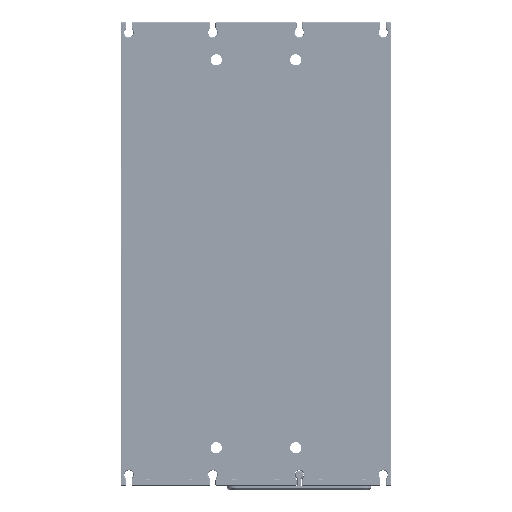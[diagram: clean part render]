
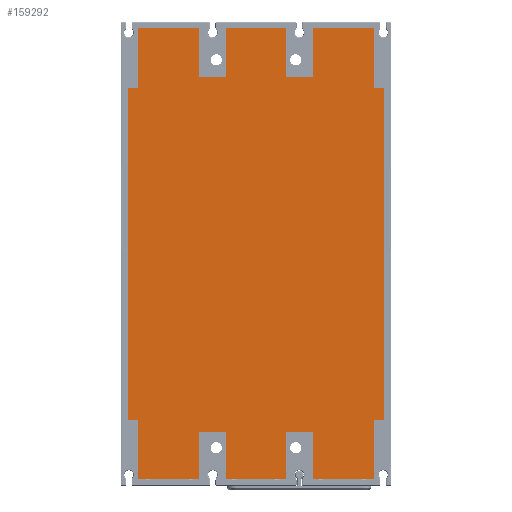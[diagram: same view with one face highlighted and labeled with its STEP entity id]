
A CAD part, front view. The second image highlights one B-rep face of the part: STEP entity #159292.
In plain terms, the highlighted face is planar.
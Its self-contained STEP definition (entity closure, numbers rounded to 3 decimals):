
#158429=DIRECTION('',(0.,0.,-1.));
#158430=VECTOR('',#158429,5.7);
#158431=CARTESIAN_POINT('',(0.8,-91.75,-65.3));
#158432=LINE('',#158431,#158430);
#158441=DIRECTION('',(0.,1.,0.));
#158442=VECTOR('',#158441,33.);
#158443=CARTESIAN_POINT('',(0.8,-124.75,-65.3));
#158444=LINE('',#158443,#158442);
#158449=DIRECTION('',(0.,0.,-1.));
#158450=VECTOR('',#158449,33.7);
#158451=CARTESIAN_POINT('',(0.8,-124.75,-31.6));
#158452=LINE('',#158451,#158450);
#158457=DIRECTION('',(0.,-1.,0.));
#158458=VECTOR('',#158457,26.);
#158459=CARTESIAN_POINT('',(0.8,-98.75,-31.6));
#158460=LINE('',#158459,#158458);
#158465=DIRECTION('',(0.,0.,-1.));
#158466=VECTOR('',#158465,15.2);
#158467=CARTESIAN_POINT('',(0.8,-98.75,-16.4));
#158468=LINE('',#158467,#158466);
#158473=DIRECTION('',(0.,1.,0.));
#158474=VECTOR('',#158473,26.);
#158475=CARTESIAN_POINT('',(0.8,-124.75,-16.4));
#158476=LINE('',#158475,#158474);
#158481=DIRECTION('',(0.,0.,-1.));
#158482=VECTOR('',#158481,32.8);
#158483=CARTESIAN_POINT('',(0.8,-124.75,16.4));
#158484=LINE('',#158483,#158482);
#158489=DIRECTION('',(0.,-1.,0.));
#158490=VECTOR('',#158489,26.);
#158491=CARTESIAN_POINT('',(0.8,-98.75,16.4));
#158492=LINE('',#158491,#158490);
#158497=DIRECTION('',(0.,0.,-1.));
#158498=VECTOR('',#158497,15.2);
#158499=CARTESIAN_POINT('',(0.8,-98.75,31.6));
#158500=LINE('',#158499,#158498);
#158505=DIRECTION('',(0.,1.,0.));
#158506=VECTOR('',#158505,26.);
#158507=CARTESIAN_POINT('',(0.8,-124.75,31.6));
#158508=LINE('',#158507,#158506);
#158513=DIRECTION('',(0.,0.,-1.));
#158514=VECTOR('',#158513,33.7);
#158515=CARTESIAN_POINT('',(0.8,-124.75,65.3));
#158516=LINE('',#158515,#158514);
#158521=DIRECTION('',(0.,-1.,0.));
#158522=VECTOR('',#158521,33.);
#158523=CARTESIAN_POINT('',(0.8,-91.75,65.3));
#158524=LINE('',#158523,#158522);
#158541=DIRECTION('',(0.,0.,1.));
#158542=VECTOR('',#158541,5.7);
#158543=CARTESIAN_POINT('',(0.8,92.25,65.3));
#158544=LINE('',#158543,#158542);
#158565=DIRECTION('',(0.,1.,0.));
#158566=VECTOR('',#158565,27.);
#158567=CARTESIAN_POINT('',(0.8,98.25,31.6));
#158568=LINE('',#158567,#158566);
#158577=DIRECTION('',(0.,0.,1.));
#158578=VECTOR('',#158577,15.2);
#158579=CARTESIAN_POINT('',(0.8,98.25,16.4));
#158580=LINE('',#158579,#158578);
#158597=DIRECTION('',(0.,1.,0.));
#158598=VECTOR('',#158597,27.);
#158599=CARTESIAN_POINT('',(0.8,98.25,-16.4));
#158600=LINE('',#158599,#158598);
#158609=DIRECTION('',(0.,0.,1.));
#158610=VECTOR('',#158609,15.2);
#158611=CARTESIAN_POINT('',(0.8,98.25,-31.6));
#158612=LINE('',#158611,#158610);
#158629=DIRECTION('',(0.,1.,0.));
#158630=VECTOR('',#158629,33.);
#158631=CARTESIAN_POINT('',(0.8,92.25,-65.3));
#158632=LINE('',#158631,#158630);
#158649=DIRECTION('',(0.,0.,1.));
#158650=VECTOR('',#158649,5.7);
#158651=CARTESIAN_POINT('',(0.8,-91.75,65.3));
#158652=LINE('',#158651,#158650);
#158653=DIRECTION('',(0.,1.,0.));
#158654=VECTOR('',#158653,184.);
#158655=CARTESIAN_POINT('',(0.8,-91.75,71.));
#158656=LINE('',#158655,#158654);
#158657=DIRECTION('',(0.,1.,0.));
#158658=VECTOR('',#158657,33.);
#158659=CARTESIAN_POINT('',(0.8,92.25,65.3));
#158660=LINE('',#158659,#158658);
#158661=DIRECTION('',(0.,0.,-1.));
#158662=VECTOR('',#158661,33.7);
#158663=CARTESIAN_POINT('',(0.8,125.25,65.3));
#158664=LINE('',#158663,#158662);
#158665=DIRECTION('',(0.,1.,0.));
#158666=VECTOR('',#158665,27.);
#158667=CARTESIAN_POINT('',(0.8,98.25,16.4));
#158668=LINE('',#158667,#158666);
#158669=DIRECTION('',(0.,0.,-1.));
#158670=VECTOR('',#158669,32.8);
#158671=CARTESIAN_POINT('',(0.8,125.25,16.4));
#158672=LINE('',#158671,#158670);
#158673=DIRECTION('',(0.,1.,0.));
#158674=VECTOR('',#158673,27.);
#158675=CARTESIAN_POINT('',(0.8,98.25,-31.6));
#158676=LINE('',#158675,#158674);
#158677=DIRECTION('',(0.,0.,-1.));
#158678=VECTOR('',#158677,33.7);
#158679=CARTESIAN_POINT('',(0.8,125.25,-31.6));
#158680=LINE('',#158679,#158678);
#158681=DIRECTION('',(0.,0.,-1.));
#158682=VECTOR('',#158681,5.7);
#158683=CARTESIAN_POINT('',(0.8,92.25,-65.3));
#158684=LINE('',#158683,#158682);
#158685=DIRECTION('',(0.,-1.,0.));
#158686=VECTOR('',#158685,184.);
#158687=CARTESIAN_POINT('',(0.8,92.25,-71.));
#158688=LINE('',#158687,#158686);
#158745=CARTESIAN_POINT('',(0.8,-91.75,-65.3));
#158746=VERTEX_POINT('',#158745);
#158747=CARTESIAN_POINT('',(0.8,-91.75,-71.));
#158748=VERTEX_POINT('',#158747);
#158749=CARTESIAN_POINT('',(0.8,-124.75,-65.3));
#158750=VERTEX_POINT('',#158749);
#158751=CARTESIAN_POINT('',(0.8,-124.75,-31.6));
#158752=VERTEX_POINT('',#158751);
#158753=CARTESIAN_POINT('',(0.8,-98.75,-31.6));
#158754=VERTEX_POINT('',#158753);
#158755=CARTESIAN_POINT('',(0.8,-98.75,-16.4));
#158756=VERTEX_POINT('',#158755);
#158757=CARTESIAN_POINT('',(0.8,-124.75,-16.4));
#158758=VERTEX_POINT('',#158757);
#158759=CARTESIAN_POINT('',(0.8,-124.75,16.4));
#158760=VERTEX_POINT('',#158759);
#158761=CARTESIAN_POINT('',(0.8,-98.75,16.4));
#158762=VERTEX_POINT('',#158761);
#158763=CARTESIAN_POINT('',(0.8,-98.75,31.6));
#158764=VERTEX_POINT('',#158763);
#158765=CARTESIAN_POINT('',(0.8,-124.75,31.6));
#158766=VERTEX_POINT('',#158765);
#158767=CARTESIAN_POINT('',(0.8,-124.75,65.3));
#158768=VERTEX_POINT('',#158767);
#158769=CARTESIAN_POINT('',(0.8,-91.75,65.3));
#158770=VERTEX_POINT('',#158769);
#158771=CARTESIAN_POINT('',(0.8,-91.75,71.));
#158772=VERTEX_POINT('',#158771);
#158773=CARTESIAN_POINT('',(0.8,92.25,71.));
#158774=VERTEX_POINT('',#158773);
#158775=CARTESIAN_POINT('',(0.8,92.25,65.3));
#158776=VERTEX_POINT('',#158775);
#158777=CARTESIAN_POINT('',(0.8,125.25,65.3));
#158778=VERTEX_POINT('',#158777);
#158779=CARTESIAN_POINT('',(0.8,125.25,31.6));
#158780=VERTEX_POINT('',#158779);
#158781=CARTESIAN_POINT('',(0.8,98.25,31.6));
#158782=VERTEX_POINT('',#158781);
#158783=CARTESIAN_POINT('',(0.8,98.25,16.4));
#158784=VERTEX_POINT('',#158783);
#158785=CARTESIAN_POINT('',(0.8,125.25,16.4));
#158786=VERTEX_POINT('',#158785);
#158787=CARTESIAN_POINT('',(0.8,125.25,-16.4));
#158788=VERTEX_POINT('',#158787);
#158789=CARTESIAN_POINT('',(0.8,98.25,-16.4));
#158790=VERTEX_POINT('',#158789);
#158791=CARTESIAN_POINT('',(0.8,98.25,-31.6));
#158792=VERTEX_POINT('',#158791);
#158793=CARTESIAN_POINT('',(0.8,125.25,-31.6));
#158794=VERTEX_POINT('',#158793);
#158795=CARTESIAN_POINT('',(0.8,125.25,-65.3));
#158796=VERTEX_POINT('',#158795);
#158797=CARTESIAN_POINT('',(0.8,92.25,-65.3));
#158798=VERTEX_POINT('',#158797);
#158799=CARTESIAN_POINT('',(0.8,92.25,-71.));
#158800=VERTEX_POINT('',#158799);
#159257=CARTESIAN_POINT('',(0.8,0.,0.));
#159258=DIRECTION('',(1.,0.,0.));
#159259=DIRECTION('',(0.,0.,-1.));
#159260=AXIS2_PLACEMENT_3D('',#159257,#159258,#159259);
#159261=PLANE('',#159260);
#159262=ORIENTED_EDGE('',*,*,#158873,.F.);
#159263=ORIENTED_EDGE('',*,*,#158888,.F.);
#159264=ORIENTED_EDGE('',*,*,#158902,.F.);
#159265=ORIENTED_EDGE('',*,*,#158916,.F.);
#159266=ORIENTED_EDGE('',*,*,#158930,.F.);
#159267=ORIENTED_EDGE('',*,*,#158944,.F.);
#159268=ORIENTED_EDGE('',*,*,#158958,.F.);
#159269=ORIENTED_EDGE('',*,*,#158972,.F.);
#159270=ORIENTED_EDGE('',*,*,#158986,.F.);
#159271=ORIENTED_EDGE('',*,*,#159000,.F.);
#159272=ORIENTED_EDGE('',*,*,#159014,.F.);
#159273=ORIENTED_EDGE('',*,*,#159028,.F.);
#159274=ORIENTED_EDGE('',*,*,#159042,.T.);
#159275=ORIENTED_EDGE('',*,*,#159057,.T.);
#159276=ORIENTED_EDGE('',*,*,#159070,.F.);
#159277=ORIENTED_EDGE('',*,*,#159084,.T.);
#159278=ORIENTED_EDGE('',*,*,#159098,.T.);
#159279=ORIENTED_EDGE('',*,*,#159112,.F.);
#159280=ORIENTED_EDGE('',*,*,#159126,.F.);
#159281=ORIENTED_EDGE('',*,*,#159140,.T.);
#159282=ORIENTED_EDGE('',*,*,#159154,.T.);
#159283=ORIENTED_EDGE('',*,*,#159168,.F.);
#159284=ORIENTED_EDGE('',*,*,#159182,.F.);
#159285=ORIENTED_EDGE('',*,*,#159196,.T.);
#159286=ORIENTED_EDGE('',*,*,#159210,.T.);
#159287=ORIENTED_EDGE('',*,*,#159224,.F.);
#159288=ORIENTED_EDGE('',*,*,#159238,.T.);
#159289=ORIENTED_EDGE('',*,*,#159250,.T.);
#159290=EDGE_LOOP('',(#159262,#159263,#159264,#159265,#159266,#159267,#159268,
#159269,#159270,#159271,#159272,#159273,#159274,#159275,#159276,#159277,#159278,
#159279,#159280,#159281,#159282,#159283,#159284,#159285,#159286,#159287,#159288,
#159289));
#159291=FACE_OUTER_BOUND('',#159290,.F.);
#159292=ADVANCED_FACE('',(#159291),#159261,.T.);
#158873=EDGE_CURVE('',#158746,#158748,#158432,.T.);
#158888=EDGE_CURVE('',#158750,#158746,#158444,.T.);
#158902=EDGE_CURVE('',#158752,#158750,#158452,.T.);
#158916=EDGE_CURVE('',#158754,#158752,#158460,.T.);
#158930=EDGE_CURVE('',#158756,#158754,#158468,.T.);
#158944=EDGE_CURVE('',#158758,#158756,#158476,.T.);
#158958=EDGE_CURVE('',#158760,#158758,#158484,.T.);
#158972=EDGE_CURVE('',#158762,#158760,#158492,.T.);
#158986=EDGE_CURVE('',#158764,#158762,#158500,.T.);
#159000=EDGE_CURVE('',#158766,#158764,#158508,.T.);
#159014=EDGE_CURVE('',#158768,#158766,#158516,.T.);
#159028=EDGE_CURVE('',#158770,#158768,#158524,.T.);
#159042=EDGE_CURVE('',#158770,#158772,#158652,.T.);
#159057=EDGE_CURVE('',#158772,#158774,#158656,.T.);
#159070=EDGE_CURVE('',#158776,#158774,#158544,.T.);
#159084=EDGE_CURVE('',#158776,#158778,#158660,.T.);
#159098=EDGE_CURVE('',#158778,#158780,#158664,.T.);
#159112=EDGE_CURVE('',#158782,#158780,#158568,.T.);
#159126=EDGE_CURVE('',#158784,#158782,#158580,.T.);
#159140=EDGE_CURVE('',#158784,#158786,#158668,.T.);
#159154=EDGE_CURVE('',#158786,#158788,#158672,.T.);
#159168=EDGE_CURVE('',#158790,#158788,#158600,.T.);
#159182=EDGE_CURVE('',#158792,#158790,#158612,.T.);
#159196=EDGE_CURVE('',#158792,#158794,#158676,.T.);
#159210=EDGE_CURVE('',#158794,#158796,#158680,.T.);
#159224=EDGE_CURVE('',#158798,#158796,#158632,.T.);
#159238=EDGE_CURVE('',#158798,#158800,#158684,.T.);
#159250=EDGE_CURVE('',#158800,#158748,#158688,.T.);
